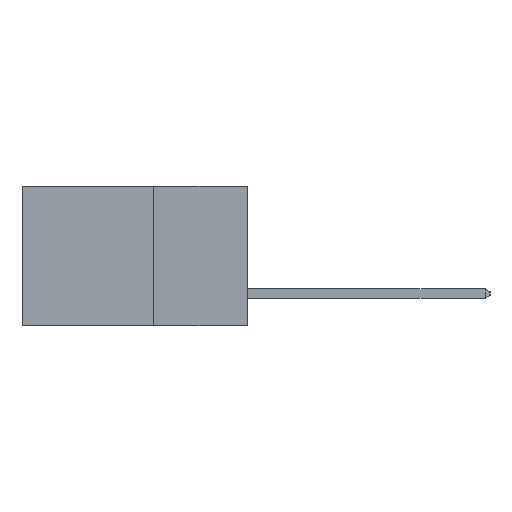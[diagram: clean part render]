
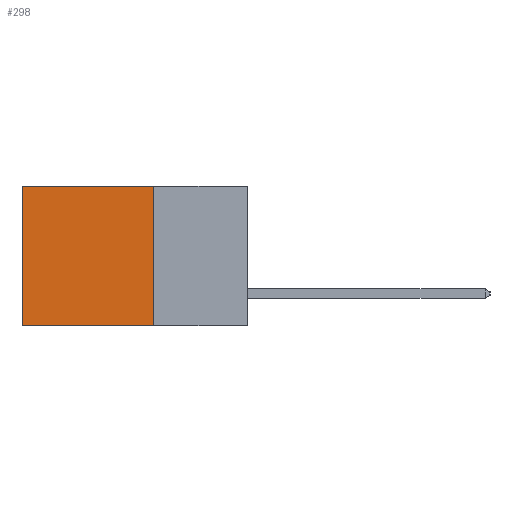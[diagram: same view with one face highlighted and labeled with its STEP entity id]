
A CAD part, left-side view. The second image highlights one B-rep face of the part: STEP entity #298.
In plain terms, the highlighted planar face has unit normal (-1, 0, 0).
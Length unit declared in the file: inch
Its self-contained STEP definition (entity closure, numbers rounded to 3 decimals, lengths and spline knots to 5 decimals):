
#298 = ADVANCED_FACE ( 'NONE', ( #17963 ), #23277, .F. ) ;
#1223 = DIRECTION ( 'NONE',  ( 0., 1., 0. ) ) ;
#1589 = CARTESIAN_POINT ( 'NONE',  ( 0.298, 0.6, 0. ) ) ;
#1650 = EDGE_CURVE ( 'NONE', #28886, #2337, #13346, .T. ) ;
#1898 = AXIS2_PLACEMENT_3D ( 'NONE', #23314, #24339, #24141 ) ;
#2012 = VECTOR ( 'NONE', #15885, 39.37008 ) ;
#2337 = VERTEX_POINT ( 'NONE', #20037 ) ;
#2972 = CARTESIAN_POINT ( 'NONE',  ( 0.298, 0.25, 0. ) ) ;
#4063 = EDGE_CURVE ( 'NONE', #20516, #28886, #23884, .T. ) ;
#4572 = EDGE_CURVE ( 'NONE', #20516, #28535, #8403, .T. ) ;
#6071 = ORIENTED_EDGE ( 'NONE', *, *, #26906, .F. ) ;
#6944 = VECTOR ( 'NONE', #30501, 39.37008 ) ;
#7385 = CARTESIAN_POINT ( 'NONE',  ( 0.298, 0.25, 0. ) ) ;
#8403 = LINE ( 'NONE', #30403, #2012 ) ;
#9920 = CARTESIAN_POINT ( 'NONE',  ( 0.298, 0.25, -0.37 ) ) ;
#11042 = VECTOR ( 'NONE', #30758, 39.37008 ) ;
#13346 = LINE ( 'NONE', #28324, #6944 ) ;
#13893 = EDGE_LOOP ( 'NONE', ( #20073, #6071, #27083, #23510 ) ) ;
#14866 = VECTOR ( 'NONE', #1223, 39.37008 ) ;
#15885 = DIRECTION ( 'NONE',  ( 0., 0., -1. ) ) ;
#17963 = FACE_OUTER_BOUND ( 'NONE', #13893, .T. ) ;
#20037 = CARTESIAN_POINT ( 'NONE',  ( 0.298, 0.6, -0.37 ) ) ;
#20073 = ORIENTED_EDGE ( 'NONE', *, *, #1650, .T. ) ;
#20516 = VERTEX_POINT ( 'NONE', #7385 ) ;
#21270 = LINE ( 'NONE', #30125, #14866 ) ;
#23277 = PLANE ( 'NONE',  #1898 ) ;
#23314 = CARTESIAN_POINT ( 'NONE',  ( 0.298, 0.25, 0. ) ) ;
#23510 = ORIENTED_EDGE ( 'NONE', *, *, #4063, .T. ) ;
#23884 = LINE ( 'NONE', #2972, #11042 ) ;
#24141 = DIRECTION ( 'NONE',  ( 0., 0., -1. ) ) ;
#24339 = DIRECTION ( 'NONE',  ( 1., 0., 0. ) ) ;
#26906 = EDGE_CURVE ( 'NONE', #28535, #2337, #21270, .T. ) ;
#27083 = ORIENTED_EDGE ( 'NONE', *, *, #4572, .F. ) ;
#28324 = CARTESIAN_POINT ( 'NONE',  ( 0.298, 0.6, 0. ) ) ;
#28535 = VERTEX_POINT ( 'NONE', #9920 ) ;
#28886 = VERTEX_POINT ( 'NONE', #1589 ) ;
#30125 = CARTESIAN_POINT ( 'NONE',  ( 0.298, 0.25, -0.37 ) ) ;
#30403 = CARTESIAN_POINT ( 'NONE',  ( 0.298, 0.25, 0. ) ) ;
#30501 = DIRECTION ( 'NONE',  ( 0., 0., -1. ) ) ;
#30758 = DIRECTION ( 'NONE',  ( 0., 1., 0. ) ) ;
